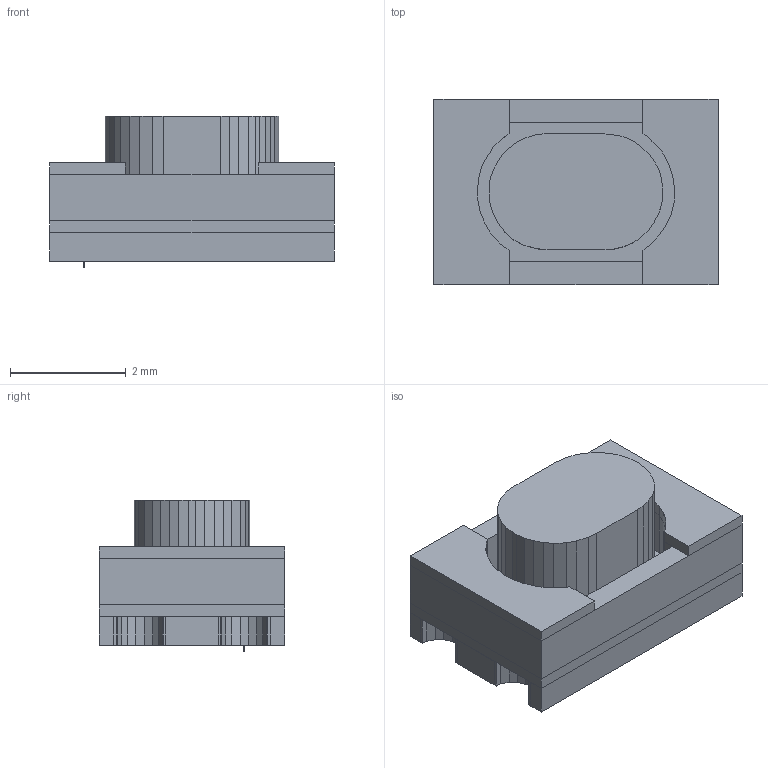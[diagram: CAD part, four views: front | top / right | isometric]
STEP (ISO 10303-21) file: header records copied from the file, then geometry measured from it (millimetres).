
FILE_DESCRIPTION (( 'STEP AP214' ), '1' );
FILE_NAME ('User Library-LS8.STEP', '2018-11-23T19:37:50', ( '' ), ( '' ), 'SwSTEP 2.0', 'SolidWorks 2018', '' );
FILE_SCHEMA (( 'AUTOMOTIVE_DESIGN' ));
Length unit declared in the file: millimetre
Products named in the file (21): User Library-LS8_373862592_1; User Library-LS8_Extruded_11; User Library-LS8_Board_1; User Library-LS8_Extruded_9; User Library-LS8_Extruded_15; User Library-LS8_Free-Models_1; User Library-LS8_Extruded_16; User Library-LS8; User Library-LS8_373866816_1; User Library-LS8_373871040_1; User Library-LS8_373870144_1; User Library-LS8_Extruded_17; User Library-LS8_373869888_1; User Library-LS8_373869248_1; User Library-LS8_373866944_1; User Library-LS8_Extruded_12; User Library-LS8_Extruded_13; User Library-LS8_373866560_1; User Library-LS8_Extruded_10; User Library-LS8_373870400_1; User Library-LS8_Extruded_14
Assembly tree (22 placements, depth 4):
  User Library-LS8
    User Library-LS8_Board_1
    User Library-LS8_Free-Models_1
      User Library-LS8_373866560_1
        User Library-LS8_Extruded_9
      User Library-LS8_373870144_1
        User Library-LS8_Extruded_10
      User Library-LS8_373866944_1
        User Library-LS8_Extruded_11
      User Library-LS8_373866816_1
        User Library-LS8_Extruded_12
      User Library-LS8_373869248_1
        User Library-LS8_Extruded_13
      User Library-LS8_373869888_1
        User Library-LS8_Extruded_14
      User Library-LS8_373870400_1
        User Library-LS8_Extruded_15
      User Library-LS8_373862592_1  x2
        User Library-LS8_Extruded_16
      User Library-LS8_373871040_1  x2
        User Library-LS8_Extruded_17
Bounding box: 4.9 x 3.2 x 2.61 mm (x, y, z)
Volume: 17.6 mm3; surface area: 177.1 mm2
Topology: 10 solids, 12 shells, 277 faces, 763 edges, 506 vertices
Faces by surface type: plane 277
Entity records: 10720 total; most frequent: CARTESIAN_POINT 1362, ORIENTED_EDGE 1302, DIRECTION 1201, EDGE_CURVE 655, VECTOR 655, LINE 655, VERTEX_POINT 434, UNCERTAINTY_MEASURE_WITH_UNIT 276
